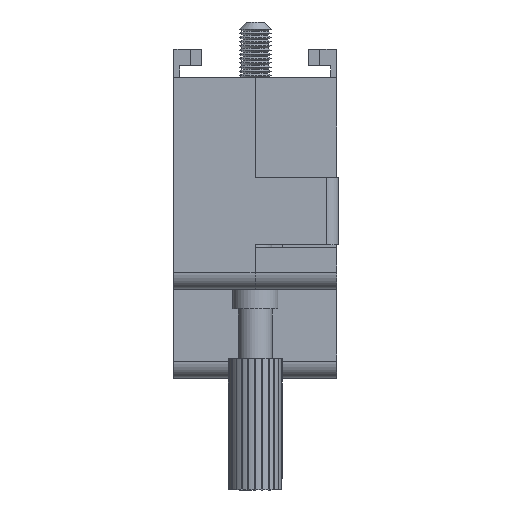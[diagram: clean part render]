
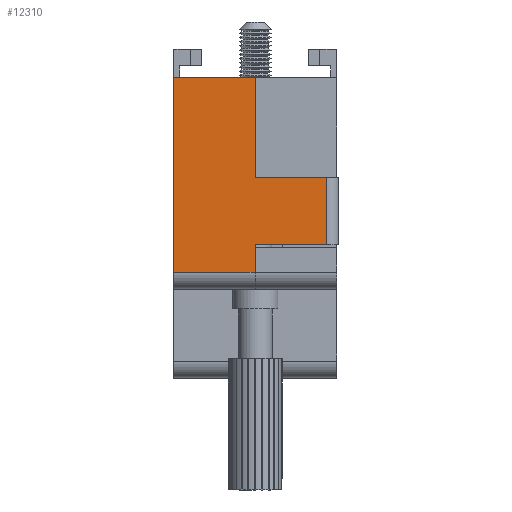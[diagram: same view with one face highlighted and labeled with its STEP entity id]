
A CAD part, left-side view. The second image highlights one B-rep face of the part: STEP entity #12310.
In plain terms, the highlighted face is planar.
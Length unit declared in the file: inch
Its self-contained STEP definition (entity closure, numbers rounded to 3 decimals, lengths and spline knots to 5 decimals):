
#315 = DIRECTION ( 'NONE',  ( 0., 0., -1. ) ) ;
#377 = CARTESIAN_POINT ( 'NONE',  ( 0.665, 0.543, -0.315 ) ) ;
#451 = CARTESIAN_POINT ( 'NONE',  ( 0.665, 0.543, 0.022 ) ) ;
#574 = LINE ( 'NONE', #8684, #8451 ) ;
#603 = CARTESIAN_POINT ( 'NONE',  ( 0.665, 0.288, -0.315 ) ) ;
#1391 = DIRECTION ( 'NONE',  ( 0., -1., 0. ) ) ;
#1612 = CARTESIAN_POINT ( 'NONE',  ( 0.665, 0.583, 0.022 ) ) ;
#1652 = ORIENTED_EDGE ( 'NONE', *, *, #4366, .T. ) ;
#1926 = CARTESIAN_POINT ( 'NONE',  ( 0.665, 0., 0.375 ) ) ;
#2723 = FACE_OUTER_BOUND ( 'NONE', #16318, .T. ) ;
#2944 = VECTOR ( 'NONE', #1391, 39.37008 ) ;
#2958 = VECTOR ( 'NONE', #8396, 39.37008 ) ;
#3206 = VERTEX_POINT ( 'NONE', #8847 ) ;
#3258 = EDGE_CURVE ( 'NONE', #16781, #10339, #574, .T. ) ;
#3299 = ORIENTED_EDGE ( 'NONE', *, *, #7584, .F. ) ;
#3490 = LINE ( 'NONE', #7641, #12506 ) ;
#3844 = VERTEX_POINT ( 'NONE', #1926 ) ;
#4366 = EDGE_CURVE ( 'NONE', #3844, #3206, #12375, .T. ) ;
#4799 = CARTESIAN_POINT ( 'NONE',  ( 0.665, 0.288, -0.218 ) ) ;
#5016 = CARTESIAN_POINT ( 'NONE',  ( 0.665, 0.288, -0.315 ) ) ;
#5115 = VERTEX_POINT ( 'NONE', #451 ) ;
#5569 = VECTOR ( 'NONE', #11714, 39.37008 ) ;
#6688 = LINE ( 'NONE', #8089, #2944 ) ;
#6912 = VECTOR ( 'NONE', #7262, 39.37008 ) ;
#7138 = ORIENTED_EDGE ( 'NONE', *, *, #16787, .T. ) ;
#7262 = DIRECTION ( 'NONE',  ( 0., 0., 1. ) ) ;
#7560 = DIRECTION ( 'NONE',  ( 0., -1., 0. ) ) ;
#7584 = EDGE_CURVE ( 'NONE', #8148, #16781, #6688, .T. ) ;
#7641 = CARTESIAN_POINT ( 'NONE',  ( 0.665, 0.288, 0.375 ) ) ;
#7674 = LINE ( 'NONE', #5016, #5569 ) ;
#7902 = EDGE_CURVE ( 'NONE', #8148, #5115, #12617, .T. ) ;
#7978 = ORIENTED_EDGE ( 'NONE', *, *, #7995, .T. ) ;
#7995 = EDGE_CURVE ( 'NONE', #5115, #14290, #13670, .T. ) ;
#8089 = CARTESIAN_POINT ( 'NONE',  ( 0.665, 0.583, -0.218 ) ) ;
#8148 = VERTEX_POINT ( 'NONE', #14528 ) ;
#8396 = DIRECTION ( 'NONE',  ( 0., -1., 0. ) ) ;
#8451 = VECTOR ( 'NONE', #14044, 39.37008 ) ;
#8684 = CARTESIAN_POINT ( 'NONE',  ( 0.665, 0.288, -0.315 ) ) ;
#8847 = CARTESIAN_POINT ( 'NONE',  ( 0.665, 0., -0.315 ) ) ;
#8949 = ORIENTED_EDGE ( 'NONE', *, *, #13620, .F. ) ;
#9647 = CARTESIAN_POINT ( 'NONE',  ( 0.665, 0.288, -0.315 ) ) ;
#10339 = VERTEX_POINT ( 'NONE', #9647 ) ;
#10556 = CARTESIAN_POINT ( 'NONE',  ( 0.665, 0.288, -0.315 ) ) ;
#10758 = VECTOR ( 'NONE', #315, 39.37008 ) ;
#11216 = CARTESIAN_POINT ( 'NONE',  ( 0.665, 0.288, 0.022 ) ) ;
#11314 = CARTESIAN_POINT ( 'NONE',  ( 0.665, 0., -0.315 ) ) ;
#11342 = DIRECTION ( 'NONE',  ( 0., 0., -1. ) ) ;
#11515 = LINE ( 'NONE', #603, #17262 ) ;
#11714 = DIRECTION ( 'NONE',  ( 0., -1., 0. ) ) ;
#12310 = ADVANCED_FACE ( 'NONE', ( #2723 ), #15824, .F. ) ;
#12375 = LINE ( 'NONE', #11314, #10758 ) ;
#12506 = VECTOR ( 'NONE', #7560, 39.37008 ) ;
#12595 = VERTEX_POINT ( 'NONE', #15460 ) ;
#12617 = LINE ( 'NONE', #377, #6912 ) ;
#13293 = EDGE_CURVE ( 'NONE', #10339, #3206, #7674, .T. ) ;
#13620 = EDGE_CURVE ( 'NONE', #12595, #14290, #11515, .T. ) ;
#13670 = LINE ( 'NONE', #1612, #2958 ) ;
#13964 = AXIS2_PLACEMENT_3D ( 'NONE', #10556, #17212, #15906 ) ;
#14044 = DIRECTION ( 'NONE',  ( 0., 0., -1. ) ) ;
#14290 = VERTEX_POINT ( 'NONE', #11216 ) ;
#14461 = ORIENTED_EDGE ( 'NONE', *, *, #7902, .T. ) ;
#14528 = CARTESIAN_POINT ( 'NONE',  ( 0.665, 0.543, -0.218 ) ) ;
#15460 = CARTESIAN_POINT ( 'NONE',  ( 0.665, 0.288, 0.375 ) ) ;
#15824 = PLANE ( 'NONE',  #13964 ) ;
#15906 = DIRECTION ( 'NONE',  ( 0., 0., 1. ) ) ;
#16318 = EDGE_LOOP ( 'NONE', ( #3299, #14461, #7978, #8949, #7138, #1652, #16533, #17230 ) ) ;
#16533 = ORIENTED_EDGE ( 'NONE', *, *, #13293, .F. ) ;
#16781 = VERTEX_POINT ( 'NONE', #4799 ) ;
#16787 = EDGE_CURVE ( 'NONE', #12595, #3844, #3490, .T. ) ;
#17212 = DIRECTION ( 'NONE',  ( -1., 0., 0. ) ) ;
#17230 = ORIENTED_EDGE ( 'NONE', *, *, #3258, .F. ) ;
#17262 = VECTOR ( 'NONE', #11342, 39.37008 ) ;
